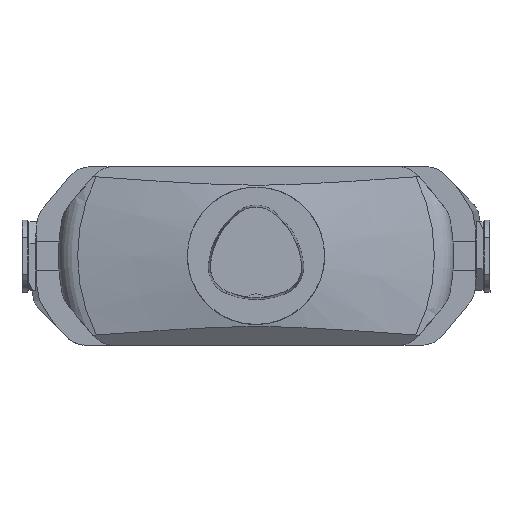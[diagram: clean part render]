
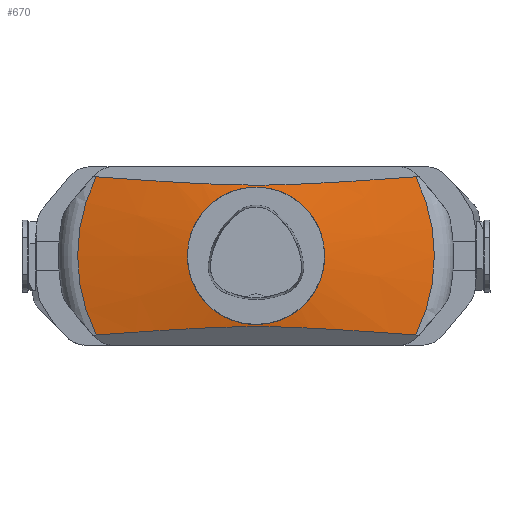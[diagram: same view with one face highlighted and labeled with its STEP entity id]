
A CAD part, top view. The second image highlights one B-rep face of the part: STEP entity #670.
In plain terms, the highlighted conical face has half-angle 78 degrees and reference radius 39.992 mm.
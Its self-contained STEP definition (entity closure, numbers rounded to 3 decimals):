
#397=CONICAL_SURFACE('',#3072,39.993,78.);
#670=ADVANCED_FACE('',(#1374,#1375),#397,.T.);
#830=CIRCLE('',#3067,103.911);
#831=CIRCLE('',#3069,103.911);
#832=CIRCLE('',#3071,39.993);
#1374=FACE_BOUND('',#1423,.T.);
#1375=FACE_BOUND('',#1424,.T.);
#1423=EDGE_LOOP('',(#1750));
#1424=EDGE_LOOP('',(#1751,#1752,#1753,#1754));
#1750=ORIENTED_EDGE('',*,*,#2584,.T.);
#1751=ORIENTED_EDGE('',*,*,#2585,.F.);
#1752=ORIENTED_EDGE('',*,*,#2578,.T.);
#1753=ORIENTED_EDGE('',*,*,#2586,.F.);
#1754=ORIENTED_EDGE('',*,*,#2582,.T.);
#2314=VERTEX_POINT('',#4322);
#2315=VERTEX_POINT('',#4323);
#2316=VERTEX_POINT('',#4337);
#2317=VERTEX_POINT('',#4339);
#2318=VERTEX_POINT('',#4346);
#2578=EDGE_CURVE('',#2314,#2315,#830,.T.);
#2582=EDGE_CURVE('',#2317,#2316,#831,.T.);
#2584=EDGE_CURVE('',#2318,#2318,#832,.T.);
#2585=EDGE_CURVE('',#2314,#2316,#2817,.T.);
#2586=EDGE_CURVE('',#2317,#2315,#2818,.T.);
#2817=B_SPLINE_CURVE_WITH_KNOTS('',3,(#4347,#4348,#4349,#4350,#4351,#4352,
#4353,#4354,#4355,#4356,#4357,#4358),.UNSPECIFIED.,.F.,.F.,(4,2,2,2,2,4),
(0.,0.25,0.5,0.625,0.75,1.),.UNSPECIFIED.);
#2818=B_SPLINE_CURVE_WITH_KNOTS('',3,(#4359,#4360,#4361,#4362,#4363,#4364,
#4365,#4366,#4367,#4368,#4369,#4370),.UNSPECIFIED.,.F.,.F.,(4,2,2,2,2,4),
(0.,0.25,0.5,0.625,0.75,1.),.UNSPECIFIED.);
#3067=AXIS2_PLACEMENT_3D('',#4321,#3478,#3479);
#3069=AXIS2_PLACEMENT_3D('',#4338,#3482,#3483);
#3071=AXIS2_PLACEMENT_3D('',#4345,#3486,#3487);
#3072=AXIS2_PLACEMENT_3D('',#4371,#3488,#3489);
#3478=DIRECTION('',(0.,0.,1.));
#3479=DIRECTION('',(-1.,0.,0.));
#3482=DIRECTION('',(0.,0.,1.));
#3483=DIRECTION('',(-1.,0.,0.));
#3486=DIRECTION('',(0.,0.,-1.));
#3487=DIRECTION('',(-1.,0.,0.));
#3488=DIRECTION('',(0.,0.,-1.));
#3489=DIRECTION('',(-1.,0.,0.));
#4321=CARTESIAN_POINT('',(0.,0.,-43.686));
#4322=CARTESIAN_POINT('',(93.144,-46.062,-43.686));
#4323=CARTESIAN_POINT('',(93.144,46.062,-43.686));
#4337=CARTESIAN_POINT('',(-93.144,-46.062,-43.686));
#4338=CARTESIAN_POINT('',(0.,0.,-43.686));
#4339=CARTESIAN_POINT('',(-93.144,46.062,-43.686));
#4345=CARTESIAN_POINT('',(0.,0.,-30.1));
#4346=CARTESIAN_POINT('',(-39.993,0.,-30.1));
#4347=CARTESIAN_POINT('',(93.144,-46.062,-43.686));
#4348=CARTESIAN_POINT('',(77.801,-44.96,-40.659));
#4349=CARTESIAN_POINT('',(62.448,-43.88,-37.69));
#4350=CARTESIAN_POINT('',(31.61,-42.021,-32.584));
#4351=CARTESIAN_POINT('',(16.134,-41.222,-30.387));
#4352=CARTESIAN_POINT('',(-7.603,-41.207,-30.346));
#4353=CARTESIAN_POINT('',(-15.543,-41.406,-30.892));
#4354=CARTESIAN_POINT('',(-31.206,-42.041,-32.637));
#4355=CARTESIAN_POINT('',(-38.985,-42.467,-33.808));
#4356=CARTESIAN_POINT('',(-62.264,-43.867,-37.654));
#4357=CARTESIAN_POINT('',(-77.709,-44.954,-40.641));
#4358=CARTESIAN_POINT('',(-93.144,-46.062,-43.686));
#4359=CARTESIAN_POINT('',(-93.144,46.062,-43.686));
#4360=CARTESIAN_POINT('',(-77.801,44.96,-40.659));
#4361=CARTESIAN_POINT('',(-62.448,43.88,-37.69));
#4362=CARTESIAN_POINT('',(-31.61,42.021,-32.584));
#4363=CARTESIAN_POINT('',(-16.134,41.222,-30.387));
#4364=CARTESIAN_POINT('',(7.603,41.207,-30.346));
#4365=CARTESIAN_POINT('',(15.543,41.406,-30.892));
#4366=CARTESIAN_POINT('',(31.206,42.041,-32.637));
#4367=CARTESIAN_POINT('',(38.985,42.467,-33.808));
#4368=CARTESIAN_POINT('',(62.264,43.867,-37.654));
#4369=CARTESIAN_POINT('',(77.709,44.954,-40.641));
#4370=CARTESIAN_POINT('',(93.144,46.062,-43.686));
#4371=CARTESIAN_POINT('',(0.,0.,-30.1));
